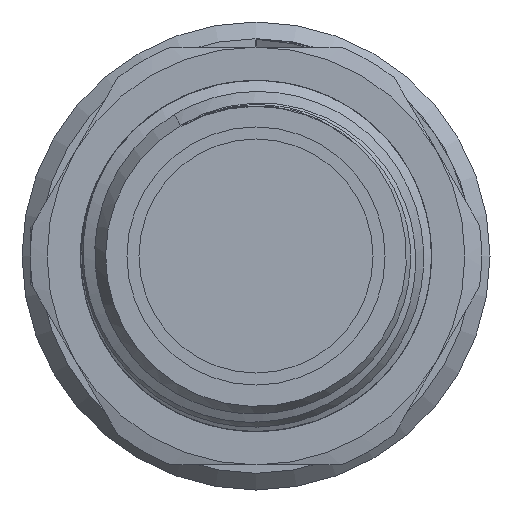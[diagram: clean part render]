
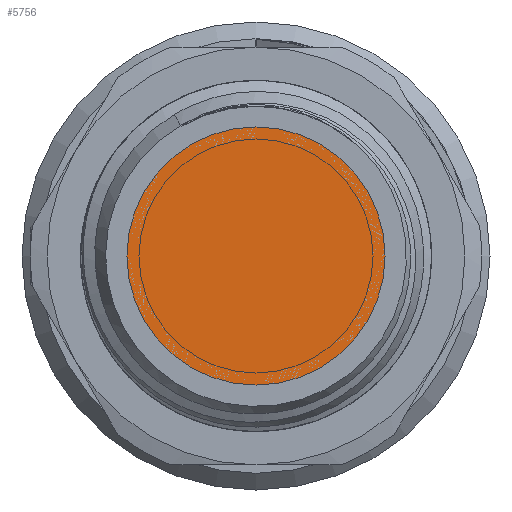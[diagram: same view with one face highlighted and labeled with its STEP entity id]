
A CAD part, left-side view. The second image highlights one B-rep face of the part: STEP entity #5756.
In plain terms, the highlighted planar face has unit normal (-1, 0, 0).
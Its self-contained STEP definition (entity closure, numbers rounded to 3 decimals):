
#297=PLANE('',#6166);
#428=FACE_OUTER_BOUND('',#779,.T.);
#779=EDGE_LOOP('',(#3868,#3869));
#1172=CIRCLE('',#6167,7.723);
#1173=CIRCLE('',#6168,7.723);
#2320=VERTEX_POINT('',#9431);
#2321=VERTEX_POINT('',#9432);
#2959=EDGE_CURVE('',#2320,#2321,#1172,.T.);
#2960=EDGE_CURVE('',#2321,#2320,#1173,.T.);
#3868=ORIENTED_EDGE('',*,*,#2959,.F.);
#3869=ORIENTED_EDGE('',*,*,#2960,.F.);
#5756=ADVANCED_FACE('',(#428),#297,.T.);
#6166=AXIS2_PLACEMENT_3D('',#9430,#6945,#6946);
#6167=AXIS2_PLACEMENT_3D('',#9433,#6947,#6948);
#6168=AXIS2_PLACEMENT_3D('',#9434,#6949,#6950);
#6945=DIRECTION('center_axis',(-1.,0.,0.));
#6946=DIRECTION('ref_axis',(0.,0.,1.));
#6947=DIRECTION('center_axis',(1.,0.,0.));
#6948=DIRECTION('ref_axis',(0.,0.,-1.));
#6949=DIRECTION('center_axis',(1.,0.,0.));
#6950=DIRECTION('ref_axis',(0.,0.,-1.));
#9430=CARTESIAN_POINT('Origin',(-38.4,7.723,0.));
#9431=CARTESIAN_POINT('',(-38.4,7.723,0.));
#9432=CARTESIAN_POINT('',(-38.4,-7.723,0.));
#9433=CARTESIAN_POINT('Origin',(-38.4,0.,0.));
#9434=CARTESIAN_POINT('Origin',(-38.4,0.,0.));
